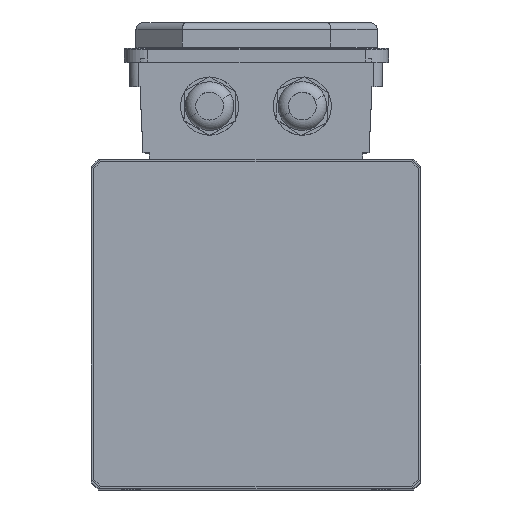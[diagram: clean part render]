
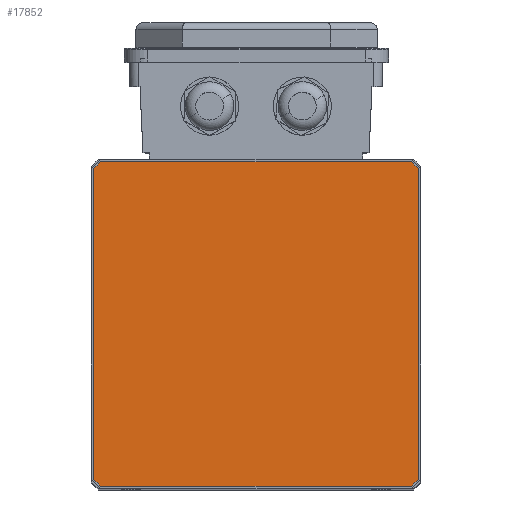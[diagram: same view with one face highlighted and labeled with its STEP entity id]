
A CAD part, top view. The second image highlights one B-rep face of the part: STEP entity #17852.
In plain terms, the highlighted face is planar.
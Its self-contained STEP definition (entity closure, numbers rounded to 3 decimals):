
#927 = LINE ( 'NONE', #24449, #13184 ) ;
#1582 = LINE ( 'NONE', #1848, #23799 ) ;
#1848 = CARTESIAN_POINT ( 'NONE',  ( 70., 70., -8. ) ) ;
#1917 = VERTEX_POINT ( 'NONE', #3143 ) ;
#1972 = LINE ( 'NONE', #25650, #6925 ) ;
#2094 = DIRECTION ( 'NONE',  ( 0., 0., 1. ) ) ;
#3143 = CARTESIAN_POINT ( 'NONE',  ( 70., -67., -8. ) ) ;
#4592 = FACE_OUTER_BOUND ( 'NONE', #15504, .T. ) ;
#5259 = LINE ( 'NONE', #23742, #15173 ) ;
#5584 = EDGE_CURVE ( 'NONE', #1917, #26403, #17561, .T. ) ;
#5657 = VERTEX_POINT ( 'NONE', #9022 ) ;
#5803 = VECTOR ( 'NONE', #23430, 1000. ) ;
#6169 = ORIENTED_EDGE ( 'NONE', *, *, #25179, .T. ) ;
#6268 = CARTESIAN_POINT ( 'NONE',  ( 0., 0., -8. ) ) ;
#6382 = AXIS2_PLACEMENT_3D ( 'NONE', #6268, #2094, #8477 ) ;
#6539 = VERTEX_POINT ( 'NONE', #24494 ) ;
#6665 = DIRECTION ( 'NONE',  ( 0.707, -0.707, 0. ) ) ;
#6925 = VECTOR ( 'NONE', #6665, 1000. ) ;
#7730 = ORIENTED_EDGE ( 'NONE', *, *, #25882, .T. ) ;
#8477 = DIRECTION ( 'NONE',  ( 1., 0., 0. ) ) ;
#8716 = CARTESIAN_POINT ( 'NONE',  ( 70., -70., -8. ) ) ;
#9014 = ORIENTED_EDGE ( 'NONE', *, *, #15076, .T. ) ;
#9022 = CARTESIAN_POINT ( 'NONE',  ( -70., 67., -8. ) ) ;
#9974 = VECTOR ( 'NONE', #11469, 1000. ) ;
#10550 = CARTESIAN_POINT ( 'NONE',  ( 70., -70., -8. ) ) ;
#10596 = VECTOR ( 'NONE', #19201, 1000. ) ;
#11227 = EDGE_CURVE ( 'NONE', #26403, #21946, #11628, .T. ) ;
#11383 = EDGE_CURVE ( 'NONE', #21946, #6539, #23922, .T. ) ;
#11469 = DIRECTION ( 'NONE',  ( -0.707, 0.707, 0. ) ) ;
#11628 = LINE ( 'NONE', #8716, #16579 ) ;
#11803 = ORIENTED_EDGE ( 'NONE', *, *, #20730, .T. ) ;
#12730 = EDGE_CURVE ( 'NONE', #26821, #25951, #1972, .T. ) ;
#13184 = VECTOR ( 'NONE', #20143, 1000. ) ;
#13252 = CARTESIAN_POINT ( 'NONE',  ( 67., -70., -8. ) ) ;
#13329 = ORIENTED_EDGE ( 'NONE', *, *, #12730, .T. ) ;
#14852 = CARTESIAN_POINT ( 'NONE',  ( 67., -70., -8. ) ) ;
#14900 = CARTESIAN_POINT ( 'NONE',  ( -67., -70., -8. ) ) ;
#15076 = EDGE_CURVE ( 'NONE', #25951, #1917, #19350, .T. ) ;
#15173 = VECTOR ( 'NONE', #24021, 1000. ) ;
#15504 = EDGE_LOOP ( 'NONE', ( #24448, #26290, #6169, #7730, #11803, #13329, #9014, #21303 ) ) ;
#16579 = VECTOR ( 'NONE', #25667, 1000. ) ;
#17107 = DIRECTION ( 'NONE',  ( 1., 0., 0. ) ) ;
#17496 = CARTESIAN_POINT ( 'NONE',  ( -70., -67., -8. ) ) ;
#17561 = LINE ( 'NONE', #14852, #10596 ) ;
#17852 = ADVANCED_FACE ( 'N', ( #4592 ), #27397, .F. ) ;
#19201 = DIRECTION ( 'NONE',  ( -0.707, -0.707, 0. ) ) ;
#19350 = LINE ( 'NONE', #10550, #5803 ) ;
#20143 = DIRECTION ( 'NONE',  ( 0.707, 0.707, 0. ) ) ;
#20730 = EDGE_CURVE ( 'NONE', #21895, #26821, #1582, .T. ) ;
#21303 = ORIENTED_EDGE ( 'NONE', *, *, #5584, .T. ) ;
#21895 = VERTEX_POINT ( 'NONE', #25773 ) ;
#21946 = VERTEX_POINT ( 'NONE', #14900 ) ;
#22271 = CARTESIAN_POINT ( 'NONE',  ( 70., 67., -8. ) ) ;
#23430 = DIRECTION ( 'NONE',  ( 0., -1., 0. ) ) ;
#23627 = CARTESIAN_POINT ( 'NONE',  ( 67., 70., -8. ) ) ;
#23742 = CARTESIAN_POINT ( 'NONE',  ( -70., -70., -8. ) ) ;
#23799 = VECTOR ( 'NONE', #17107, 1000. ) ;
#23922 = LINE ( 'NONE', #17496, #9974 ) ;
#24021 = DIRECTION ( 'NONE',  ( 0., 1., 0. ) ) ;
#24448 = ORIENTED_EDGE ( 'NONE', *, *, #11227, .T. ) ;
#24449 = CARTESIAN_POINT ( 'NONE',  ( -67., 70., -8. ) ) ;
#24494 = CARTESIAN_POINT ( 'NONE',  ( -70., -67., -8. ) ) ;
#25179 = EDGE_CURVE ( 'NONE', #6539, #5657, #5259, .T. ) ;
#25650 = CARTESIAN_POINT ( 'NONE',  ( 70., 67., -8. ) ) ;
#25667 = DIRECTION ( 'NONE',  ( -1., 0., 0. ) ) ;
#25773 = CARTESIAN_POINT ( 'NONE',  ( -67., 70., -8. ) ) ;
#25882 = EDGE_CURVE ( 'NONE', #5657, #21895, #927, .T. ) ;
#25951 = VERTEX_POINT ( 'NONE', #22271 ) ;
#26290 = ORIENTED_EDGE ( 'NONE', *, *, #11383, .T. ) ;
#26403 = VERTEX_POINT ( 'NONE', #13252 ) ;
#26821 = VERTEX_POINT ( 'NONE', #23627 ) ;
#27397 = PLANE ( 'NONE',  #6382 ) ;
